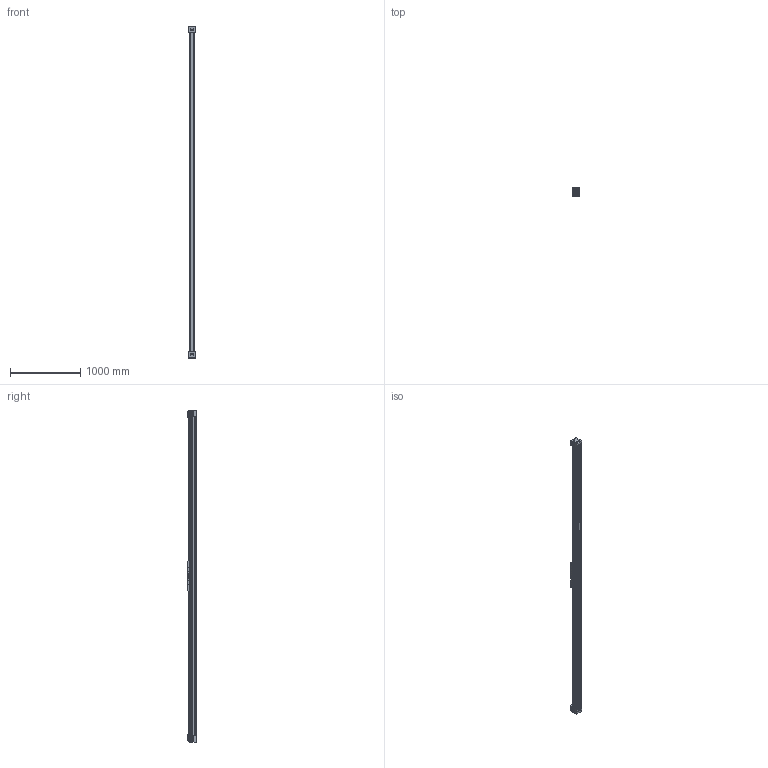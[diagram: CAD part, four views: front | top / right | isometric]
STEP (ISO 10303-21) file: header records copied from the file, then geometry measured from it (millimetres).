
FILE_DESCRIPTION (( 'STEP AP214' ), '1' );
FILE_NAME ('BLM80-4100-4724_Bondy.STEP', '2023-03-15T09:42:38', ( '' ), ( '' ), 'SwSTEP 2.0', 'SolidWorks 2023', '' );
FILE_SCHEMA (( 'AUTOMOTIVE_DESIGN' ));
Length unit declared in the file: millimetre
Products named in the file (1): BLM80-4100-4724_Bondy
Bounding box: 100 x 130 x 4724 mm (x, y, z)
Volume: 29231224.1 mm3; surface area: 4204932 mm2
Topology: 50 solids, 58 shells, 8037 faces, 23026 edges, 15206 vertices
Faces by surface type: plane 4683, cylinder 3026, torus 152, sphere 100, cone 52, bspline 24
Entity records: 356515 total; most frequent: CARTESIAN_POINT 52626, ORIENTED_EDGE 45444, DIRECTION 45132, EDGE_CURVE 22722, LINE 15768, VECTOR 15768, VERTEX_POINT 15014, AXIS2_PLACEMENT_3D 14682
